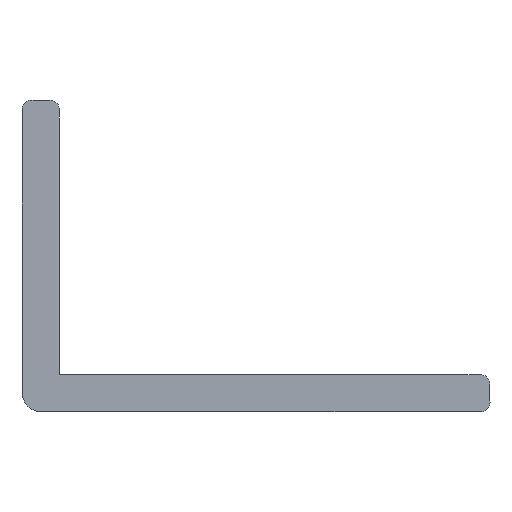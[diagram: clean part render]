
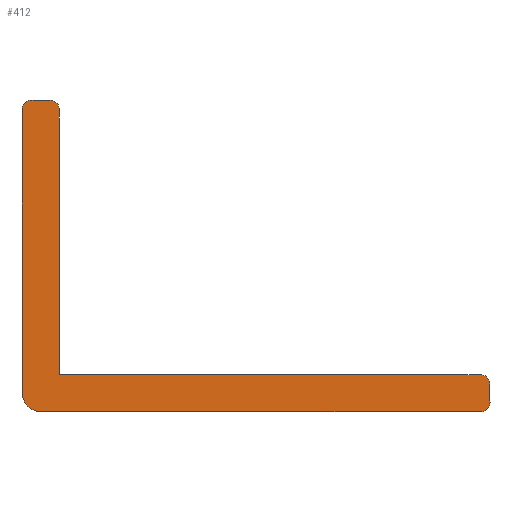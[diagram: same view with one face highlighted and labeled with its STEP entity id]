
A CAD part, front view. The second image highlights one B-rep face of the part: STEP entity #412.
In plain terms, the highlighted planar face has unit normal (0, -1, 0).
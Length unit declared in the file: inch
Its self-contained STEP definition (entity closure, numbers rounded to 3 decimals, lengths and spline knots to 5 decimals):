
#34=CARTESIAN_POINT('',(4.8157,6.06573,0.212));
#35=VERTEX_POINT('',#34);
#42=CARTESIAN_POINT('',(4.8157,6.06573,-0.212));
#43=VERTEX_POINT('',#42);
#44=CARTESIAN_POINT('',(4.8157,6.06573,-0.212));
#45=DIRECTION('',(0.,0.,1.));
#46=VECTOR('',#45,1.);
#47=LINE('',#44,#46);
#48=EDGE_CURVE('',#43,#35,#47,.T.);
#73=CARTESIAN_POINT('',(4.7997,6.06573,0.228));
#74=VERTEX_POINT('',#73);
#81=CARTESIAN_POINT('',(4.7997,6.06573,0.212));
#82=DIRECTION('',(0.,-1.,0.));
#83=DIRECTION('',(1.,0.,0.));
#84=AXIS2_PLACEMENT_3D('',#81,#82,#83);
#85=CIRCLE('',#84,0.016);
#86=EDGE_CURVE('',#35,#74,#85,.T.);
#105=CARTESIAN_POINT('',(4.7717,6.06573,0.228));
#106=VERTEX_POINT('',#105);
#113=CARTESIAN_POINT('',(4.7717,6.06573,0.228));
#114=DIRECTION('',(1.,0.,0.));
#115=VECTOR('',#114,1.);
#116=LINE('',#113,#115);
#117=EDGE_CURVE('',#106,#74,#116,.T.);
#137=CARTESIAN_POINT('',(4.7557,6.06573,0.212));
#138=VERTEX_POINT('',#137);
#145=CARTESIAN_POINT('',(4.7717,6.06573,0.212));
#146=DIRECTION('',(0.,-1.,0.));
#147=DIRECTION('',(1.,0.,0.));
#148=AXIS2_PLACEMENT_3D('',#145,#146,#147);
#149=CIRCLE('',#148,0.016);
#150=EDGE_CURVE('',#106,#138,#149,.T.);
#169=CARTESIAN_POINT('',(4.7557,6.06573,-0.24));
#170=VERTEX_POINT('',#169);
#177=CARTESIAN_POINT('',(4.7557,6.06573,-0.24));
#178=DIRECTION('',(0.,0.,1.));
#179=VECTOR('',#178,1.);
#180=LINE('',#177,#179);
#181=EDGE_CURVE('',#170,#138,#180,.T.);
#201=CARTESIAN_POINT('',(4.7877,6.06573,-0.272));
#202=VERTEX_POINT('',#201);
#209=CARTESIAN_POINT('',(4.7877,6.06573,-0.24));
#210=DIRECTION('',(0.,-1.,0.));
#211=DIRECTION('',(1.,0.,0.));
#212=AXIS2_PLACEMENT_3D('',#209,#210,#211);
#213=CIRCLE('',#212,0.032);
#214=EDGE_CURVE('',#170,#202,#213,.T.);
#233=CARTESIAN_POINT('',(5.4897,6.06573,-0.272));
#234=VERTEX_POINT('',#233);
#241=CARTESIAN_POINT('',(5.4897,6.06573,-0.272));
#242=DIRECTION('',(-1.,0.,0.));
#243=VECTOR('',#242,1.);
#244=LINE('',#241,#243);
#245=EDGE_CURVE('',#234,#202,#244,.T.);
#265=CARTESIAN_POINT('',(5.5057,6.06573,-0.256));
#266=VERTEX_POINT('',#265);
#273=CARTESIAN_POINT('',(5.4897,6.06573,-0.256));
#274=DIRECTION('',(0.,-1.,0.));
#275=DIRECTION('',(1.,0.,0.));
#276=AXIS2_PLACEMENT_3D('',#273,#274,#275);
#277=CIRCLE('',#276,0.016);
#278=EDGE_CURVE('',#234,#266,#277,.T.);
#297=CARTESIAN_POINT('',(5.5057,6.06573,-0.228));
#298=VERTEX_POINT('',#297);
#305=CARTESIAN_POINT('',(5.5057,6.06573,-0.228));
#306=DIRECTION('',(0.,0.,-1.));
#307=VECTOR('',#306,1.);
#308=LINE('',#305,#307);
#309=EDGE_CURVE('',#298,#266,#308,.T.);
#329=CARTESIAN_POINT('',(5.4897,6.06573,-0.212));
#330=VERTEX_POINT('',#329);
#337=CARTESIAN_POINT('',(5.4897,6.06573,-0.228));
#338=DIRECTION('',(0.,-1.,0.));
#339=DIRECTION('',(1.,0.,0.));
#340=AXIS2_PLACEMENT_3D('',#337,#338,#339);
#341=CIRCLE('',#340,0.016);
#342=EDGE_CURVE('',#298,#330,#341,.T.);
#360=CARTESIAN_POINT('',(5.4897,6.06573,-0.212));
#361=DIRECTION('',(-1.,0.,0.));
#362=VECTOR('',#361,1.);
#363=LINE('',#360,#362);
#364=EDGE_CURVE('',#330,#43,#363,.T.);
#394=ORIENTED_EDGE('',*,*,#364,.T.);
#395=ORIENTED_EDGE('',*,*,#48,.T.);
#396=ORIENTED_EDGE('',*,*,#86,.T.);
#397=ORIENTED_EDGE('',*,*,#117,.F.);
#398=ORIENTED_EDGE('',*,*,#150,.T.);
#399=ORIENTED_EDGE('',*,*,#181,.F.);
#400=ORIENTED_EDGE('',*,*,#214,.T.);
#401=ORIENTED_EDGE('',*,*,#245,.F.);
#402=ORIENTED_EDGE('',*,*,#278,.T.);
#403=ORIENTED_EDGE('',*,*,#309,.F.);
#404=ORIENTED_EDGE('',*,*,#342,.T.);
#405=EDGE_LOOP('',(#394,#395,#396,#397,#398,#399,#400,#401,#402,#403,#404));
#406=FACE_OUTER_BOUND('',#405,.T.);
#407=CARTESIAN_POINT('',(5.2792,6.06573,-0.212));
#408=DIRECTION('',(0.,-1.,0.));
#409=DIRECTION('',(1.,0.,0.));
#410=AXIS2_PLACEMENT_3D('',#407,#408,#409);
#411=PLANE('',#410);
#412=ADVANCED_FACE('',(#406),#411,.T.);
